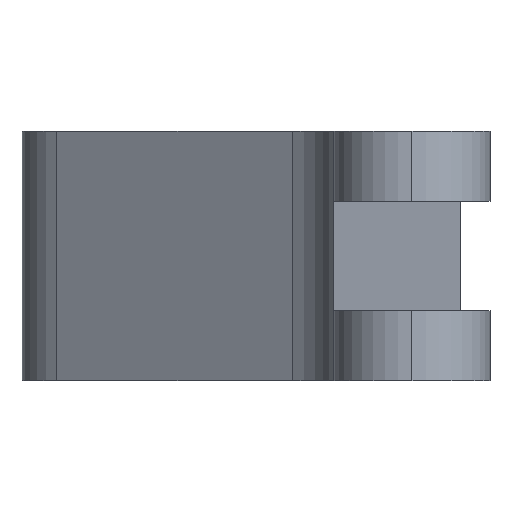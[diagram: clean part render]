
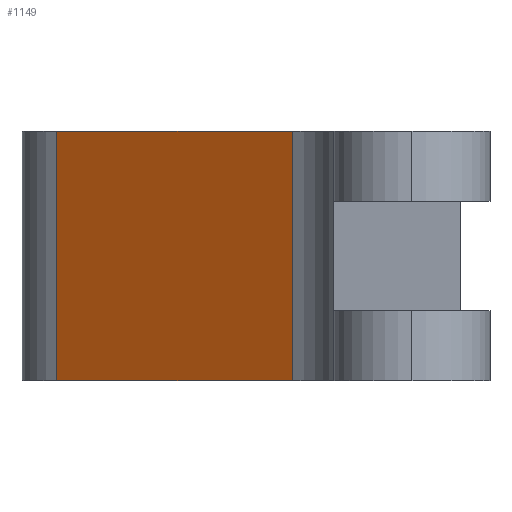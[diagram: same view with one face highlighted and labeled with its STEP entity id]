
A CAD part, left-side view. The second image highlights one B-rep face of the part: STEP entity #1149.
In plain terms, the highlighted planar face has unit normal (-0.832, 0.555, 0).
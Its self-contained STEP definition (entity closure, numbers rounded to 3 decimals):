
#7 = DIRECTION ( 'NONE',  ( 0.832, -0.555, 0. ) ) ;
#12 = EDGE_LOOP ( 'NONE', ( #1217, #176, #50, #1080 ) ) ;
#50 = ORIENTED_EDGE ( 'NONE', *, *, #820, .T. ) ;
#125 = LINE ( 'NONE', #627, #1038 ) ;
#129 = DIRECTION ( 'NONE',  ( 0.555, 0.832, 0. ) ) ;
#173 = CARTESIAN_POINT ( 'NONE',  ( 13.921, 11.388, 0. ) ) ;
#176 = ORIENTED_EDGE ( 'NONE', *, *, #999, .T. ) ;
#194 = EDGE_CURVE ( 'NONE', #1102, #739, #125, .T. ) ;
#287 = AXIS2_PLACEMENT_3D ( 'NONE', #1012, #7, #129 ) ;
#393 = CARTESIAN_POINT ( 'NONE',  ( 15.33, 13.5, 8. ) ) ;
#415 = CARTESIAN_POINT ( 'NONE',  ( 13.921, 11.388, 8. ) ) ;
#420 = VECTOR ( 'NONE', #1024, 1000. ) ;
#422 = VECTOR ( 'NONE', #784, 1000. ) ;
#423 = FACE_OUTER_BOUND ( 'NONE', #12, .T. ) ;
#427 = CARTESIAN_POINT ( 'NONE',  ( 15.33, 13.5, 0. ) ) ;
#627 = CARTESIAN_POINT ( 'NONE',  ( 13.921, 11.388, 0. ) ) ;
#662 = VERTEX_POINT ( 'NONE', #1176 ) ;
#675 = CARTESIAN_POINT ( 'NONE',  ( 8.879, 3.835, 8. ) ) ;
#697 = LINE ( 'NONE', #675, #995 ) ;
#711 = VERTEX_POINT ( 'NONE', #1002 ) ;
#739 = VERTEX_POINT ( 'NONE', #415 ) ;
#784 = DIRECTION ( 'NONE',  ( 0.555, 0.832, 0. ) ) ;
#805 = LINE ( 'NONE', #427, #420 ) ;
#812 = DIRECTION ( 'NONE',  ( 0., 0., 1. ) ) ;
#820 = EDGE_CURVE ( 'NONE', #711, #739, #1008, .T. ) ;
#995 = VECTOR ( 'NONE', #1097, 1000. ) ;
#999 = EDGE_CURVE ( 'NONE', #662, #711, #697, .T. ) ;
#1002 = CARTESIAN_POINT ( 'NONE',  ( 8.879, 3.835, 8. ) ) ;
#1008 = LINE ( 'NONE', #393, #422 ) ;
#1012 = CARTESIAN_POINT ( 'NONE',  ( 15.33, 13.5, 0. ) ) ;
#1024 = DIRECTION ( 'NONE',  ( 0.555, 0.832, 0. ) ) ;
#1038 = VECTOR ( 'NONE', #812, 1000. ) ;
#1080 = ORIENTED_EDGE ( 'NONE', *, *, #194, .F. ) ;
#1097 = DIRECTION ( 'NONE',  ( 0., 0., 1. ) ) ;
#1102 = VERTEX_POINT ( 'NONE', #173 ) ;
#1149 = ADVANCED_FACE ( 'NONE', ( #423 ), #1299, .F. ) ;
#1176 = CARTESIAN_POINT ( 'NONE',  ( 8.879, 3.835, 0. ) ) ;
#1187 = EDGE_CURVE ( 'NONE', #662, #1102, #805, .T. ) ;
#1217 = ORIENTED_EDGE ( 'NONE', *, *, #1187, .F. ) ;
#1299 = PLANE ( 'NONE',  #287 ) ;
